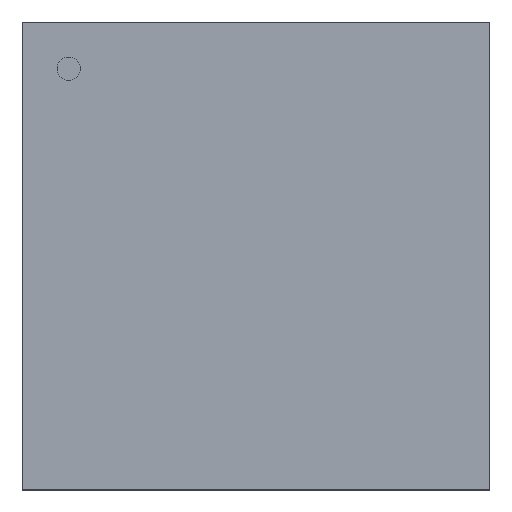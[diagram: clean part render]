
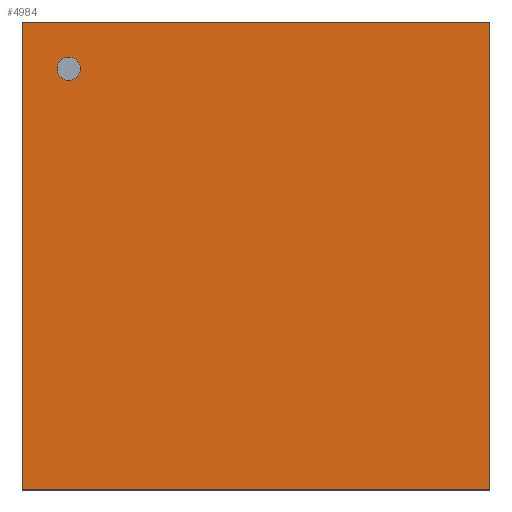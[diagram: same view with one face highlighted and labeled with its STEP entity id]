
A CAD part, top view. The second image highlights one B-rep face of the part: STEP entity #4984.
In plain terms, the highlighted planar face has unit normal (0, 0, 1).
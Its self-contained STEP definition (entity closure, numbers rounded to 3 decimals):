
#4760=CARTESIAN_POINT('',(6.998,-6.998,1.702));
#4759=VERTEX_POINT('',#4760);
#4770=CARTESIAN_POINT('',(-6.998,-6.998,1.702));
#4769=VERTEX_POINT('',#4770);
#4768=EDGE_CURVE('',#4769,#4759,#4773,.T.);
#4773=LINE('',#4770,#4775);
#4775=VECTOR('',#4776,13.995);
#4776=DIRECTION('',(1.0,0.0,0.0));
#4809=CARTESIAN_POINT('',(6.998,6.998,1.702));
#4808=VERTEX_POINT('',#4809);
#4817=EDGE_CURVE('',#4759,#4808,#4822,.T.);
#4822=LINE('',#4760,#4824);
#4824=VECTOR('',#4825,13.995);
#4825=DIRECTION('',(0.0,1.0,0.0));
#4858=CARTESIAN_POINT('',(-6.998,6.998,1.702));
#4857=VERTEX_POINT('',#4858);
#4866=EDGE_CURVE('',#4808,#4857,#4871,.T.);
#4871=LINE('',#4809,#4873);
#4873=VECTOR('',#4874,13.995);
#4874=DIRECTION('',(-1.0,0.0,0.0));
#4915=EDGE_CURVE('',#4857,#4769,#4920,.T.);
#4920=LINE('',#4858,#4922);
#4922=VECTOR('',#4923,13.995);
#4923=DIRECTION('',(0.0,-1.0,0.0));
#4984=ADVANCED_FACE('',(#4990),#4985,.T.);
#4985=PLANE('',#4986);
#4986=AXIS2_PLACEMENT_3D('',#4987,#4988,#4989);
#4987=CARTESIAN_POINT('',(-6.998,-6.998,1.702));
#4988=DIRECTION('',(0.0,0.0,1.0));
#4989=DIRECTION('',(0.,1.,0.));
#4990=FACE_OUTER_BOUND('',#4991,.T.);
#4991=EDGE_LOOP('',(#4992,#5002,#5012,#5022));
#4992=ORIENTED_EDGE('',*,*,#4768,.T.);
#5002=ORIENTED_EDGE('',*,*,#4817,.T.);
#5012=ORIENTED_EDGE('',*,*,#4866,.T.);
#5022=ORIENTED_EDGE('',*,*,#4915,.T.);
